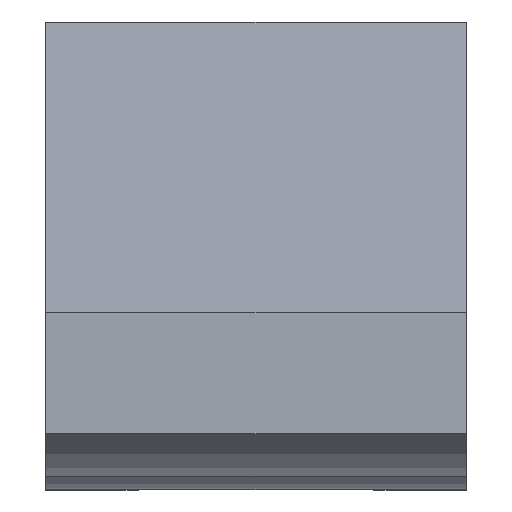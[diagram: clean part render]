
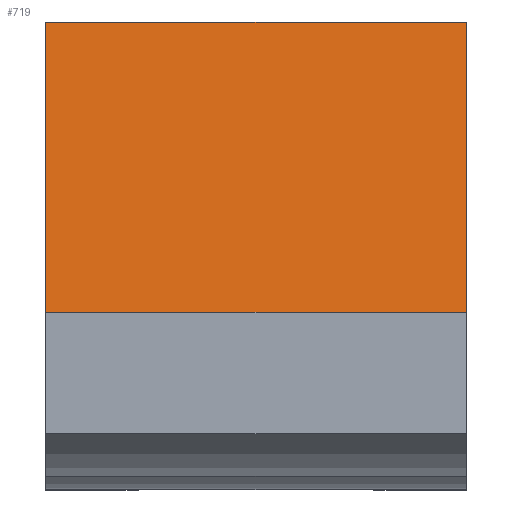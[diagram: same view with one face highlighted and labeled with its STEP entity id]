
A CAD part, top view. The second image highlights one B-rep face of the part: STEP entity #719.
In plain terms, the highlighted planar face has unit normal (0, 0.906, 0.423).
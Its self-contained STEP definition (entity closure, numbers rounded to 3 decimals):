
#22=DIRECTION('',(0.,0.423,-0.906));
#23=VECTOR('',#22,29.521);
#24=CARTESIAN_POINT('',(-9.,7.524,57.));
#25=LINE('',#24,#23);
#166=DIRECTION('',(1.,0.,0.));
#167=VECTOR('',#166,18.);
#168=CARTESIAN_POINT('',(-9.,20.,30.245));
#169=LINE('',#168,#167);
#210=DIRECTION('',(0.,0.423,-0.906));
#211=VECTOR('',#210,29.521);
#212=CARTESIAN_POINT('',(9.,7.524,57.));
#213=LINE('',#212,#211);
#370=DIRECTION('',(1.,0.,0.));
#371=VECTOR('',#370,18.);
#372=CARTESIAN_POINT('',(-9.,7.524,57.));
#373=LINE('',#372,#371);
#454=CARTESIAN_POINT('',(-9.,7.524,57.));
#455=CARTESIAN_POINT('',(-9.,20.,30.245));
#456=VERTEX_POINT('',#454);
#457=VERTEX_POINT('',#455);
#458=CARTESIAN_POINT('',(9.,7.524,57.));
#459=CARTESIAN_POINT('',(9.,20.,30.245));
#460=VERTEX_POINT('',#458);
#461=VERTEX_POINT('',#459);
#706=CARTESIAN_POINT('',(9.,7.524,57.));
#707=DIRECTION('',(0.,-0.906,-0.423));
#708=DIRECTION('',(0.,0.423,-0.906));
#709=AXIS2_PLACEMENT_3D('',#706,#707,#708);
#710=PLANE('',#709);
#711=ORIENTED_EDGE('',*,*,#499,.T.);
#712=ORIENTED_EDGE('',*,*,#692,.T.);
#714=ORIENTED_EDGE('',*,*,#713,.F.);
#716=ORIENTED_EDGE('',*,*,#715,.F.);
#717=EDGE_LOOP('',(#711,#712,#714,#716));
#718=FACE_OUTER_BOUND('',#717,.F.);
#719=ADVANCED_FACE('',(#718),#710,.F.);
#499=EDGE_CURVE('',#456,#457,#25,.T.);
#692=EDGE_CURVE('',#457,#461,#169,.T.);
#713=EDGE_CURVE('',#460,#461,#213,.T.);
#715=EDGE_CURVE('',#456,#460,#373,.T.);
